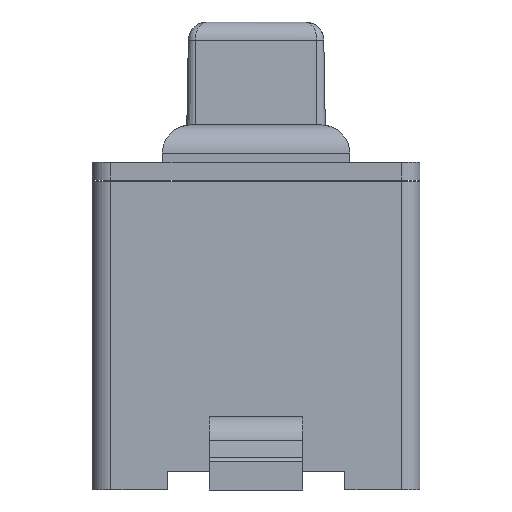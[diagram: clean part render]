
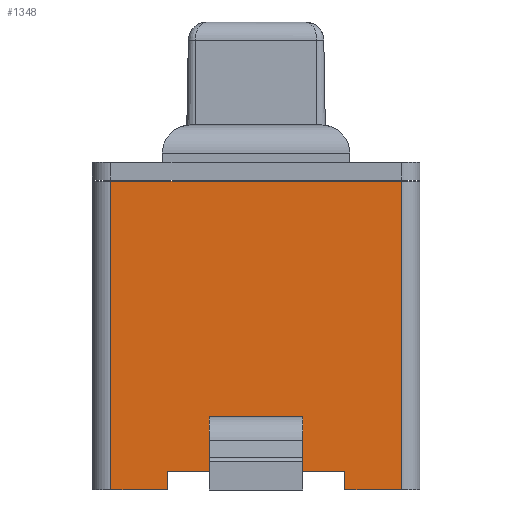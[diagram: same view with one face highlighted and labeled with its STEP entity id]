
A CAD part, left-side view. The second image highlights one B-rep face of the part: STEP entity #1348.
In plain terms, the highlighted planar face has unit normal (-1, 0, 0).
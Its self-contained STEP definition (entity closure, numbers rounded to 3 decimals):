
#28 = LINE ( 'NONE', #6026, #9817 ) ;
#117 = DIRECTION ( 'NONE',  ( 0., 0., 1. ) ) ;
#211 = CARTESIAN_POINT ( 'NONE',  ( -3., 0.95, 0.2 ) ) ;
#330 = DIRECTION ( 'NONE',  ( 0., 0., -1. ) ) ;
#403 = CARTESIAN_POINT ( 'NONE',  ( -3., 0.5, 0.781 ) ) ;
#595 = EDGE_CURVE ( 'NONE', #16453, #7510, #18400, .T. ) ;
#659 = VERTEX_POINT ( 'NONE', #5103 ) ;
#689 = VERTEX_POINT ( 'NONE', #18976 ) ;
#1172 = ORIENTED_EDGE ( 'NONE', *, *, #10756, .T. ) ;
#1348 = ADVANCED_FACE ( 'NONE', ( #1530, #7512 ), #13063, .F. ) ;
#1372 = LINE ( 'NONE', #4172, #11976 ) ;
#1530 = FACE_BOUND ( 'NONE', #10029, .T. ) ;
#1774 = ORIENTED_EDGE ( 'NONE', *, *, #10241, .F. ) ;
#2272 = CARTESIAN_POINT ( 'NONE',  ( -3., 0.5, 0.481 ) ) ;
#2430 = VERTEX_POINT ( 'NONE', #4993 ) ;
#2612 = LINE ( 'NONE', #9808, #9685 ) ;
#3290 = DIRECTION ( 'NONE',  ( 0., 1., 0. ) ) ;
#3385 = CARTESIAN_POINT ( 'NONE',  ( -3., -0.95, 0. ) ) ;
#3416 = CARTESIAN_POINT ( 'NONE',  ( -3., -1.55, 3.3 ) ) ;
#3494 = EDGE_CURVE ( 'NONE', #12081, #10774, #14704, .T. ) ;
#3765 = DIRECTION ( 'NONE',  ( 0., -1., 0. ) ) ;
#4087 = ORIENTED_EDGE ( 'NONE', *, *, #11451, .F. ) ;
#4172 = CARTESIAN_POINT ( 'NONE',  ( -3., -1.75, 0. ) ) ;
#4265 = VERTEX_POINT ( 'NONE', #211 ) ;
#4582 = DIRECTION ( 'NONE',  ( 0., -1., 0. ) ) ;
#4633 = EDGE_LOOP ( 'NONE', ( #4087, #17376, #1172, #16694, #5988, #14697, #16235, #11907 ) ) ;
#4836 = VERTEX_POINT ( 'NONE', #2272 ) ;
#4993 = CARTESIAN_POINT ( 'NONE',  ( -3., 1.55, 3.3 ) ) ;
#5103 = CARTESIAN_POINT ( 'NONE',  ( -3., -1.55, 0. ) ) ;
#5262 = ORIENTED_EDGE ( 'NONE', *, *, #8731, .F. ) ;
#5321 = DIRECTION ( 'NONE',  ( 0., 0., -1. ) ) ;
#5380 = DIRECTION ( 'NONE',  ( 0., 0., -1. ) ) ;
#5392 = VERTEX_POINT ( 'NONE', #3416 ) ;
#5557 = CARTESIAN_POINT ( 'NONE',  ( -3., 1.75, 3.3 ) ) ;
#5810 = VERTEX_POINT ( 'NONE', #10932 ) ;
#5988 = ORIENTED_EDGE ( 'NONE', *, *, #7750, .T. ) ;
#6026 = CARTESIAN_POINT ( 'NONE',  ( -3., 1.75, 0. ) ) ;
#6490 = DIRECTION ( 'NONE',  ( 0., -1., 0. ) ) ;
#6549 = DIRECTION ( 'NONE',  ( 0., 0., -1. ) ) ;
#6584 = LINE ( 'NONE', #6678, #9834 ) ;
#6678 = CARTESIAN_POINT ( 'NONE',  ( -3., 0.5, 0.481 ) ) ;
#6969 = LINE ( 'NONE', #8522, #16387 ) ;
#7079 = DIRECTION ( 'NONE',  ( 0., -1., 0. ) ) ;
#7213 = VECTOR ( 'NONE', #117, 1000. ) ;
#7228 = DIRECTION ( 'NONE',  ( 1., 0., 0. ) ) ;
#7510 = VERTEX_POINT ( 'NONE', #3385 ) ;
#7512 = FACE_OUTER_BOUND ( 'NONE', #4633, .T. ) ;
#7668 = LINE ( 'NONE', #13502, #7213 ) ;
#7696 = EDGE_CURVE ( 'NONE', #2430, #13181, #6969, .T. ) ;
#7750 = EDGE_CURVE ( 'NONE', #4265, #16453, #12895, .T. ) ;
#8302 = CARTESIAN_POINT ( 'NONE',  ( -3., 0.5, 0.781 ) ) ;
#8457 = DIRECTION ( 'NONE',  ( 0., 0., 1. ) ) ;
#8522 = CARTESIAN_POINT ( 'NONE',  ( -3., 1.55, 3.3 ) ) ;
#8560 = DIRECTION ( 'NONE',  ( 0., -1., 0. ) ) ;
#8695 = DIRECTION ( 'NONE',  ( 0., 0., -1. ) ) ;
#8731 = EDGE_CURVE ( 'NONE', #4836, #689, #6584, .T. ) ;
#8860 = VECTOR ( 'NONE', #6549, 1000. ) ;
#9214 = AXIS2_PLACEMENT_3D ( 'NONE', #19350, #7228, #8695 ) ;
#9254 = CARTESIAN_POINT ( 'NONE',  ( -3., 0.95, 0.2 ) ) ;
#9289 = VECTOR ( 'NONE', #3290, 1000. ) ;
#9364 = CARTESIAN_POINT ( 'NONE',  ( -3., -0.95, 0.2 ) ) ;
#9544 = CARTESIAN_POINT ( 'NONE',  ( -3., -0.5, 0.781 ) ) ;
#9685 = VECTOR ( 'NONE', #8457, 1000. ) ;
#9808 = CARTESIAN_POINT ( 'NONE',  ( -3., -0.5, 0.781 ) ) ;
#9817 = VECTOR ( 'NONE', #4582, 1000. ) ;
#9834 = VECTOR ( 'NONE', #6490, 1000. ) ;
#10029 = EDGE_LOOP ( 'NONE', ( #15677, #5262, #1774, #11869 ) ) ;
#10241 = EDGE_CURVE ( 'NONE', #10774, #4836, #15727, .T. ) ;
#10756 = EDGE_CURVE ( 'NONE', #13181, #5810, #28, .T. ) ;
#10774 = VERTEX_POINT ( 'NONE', #403 ) ;
#10932 = CARTESIAN_POINT ( 'NONE',  ( -3., 0.95, 0. ) ) ;
#11094 = VECTOR ( 'NONE', #330, 1000. ) ;
#11350 = EDGE_CURVE ( 'NONE', #4265, #5810, #13278, .T. ) ;
#11451 = EDGE_CURVE ( 'NONE', #2430, #5392, #17484, .T. ) ;
#11869 = ORIENTED_EDGE ( 'NONE', *, *, #3494, .F. ) ;
#11907 = ORIENTED_EDGE ( 'NONE', *, *, #18183, .T. ) ;
#11976 = VECTOR ( 'NONE', #7079, 1000. ) ;
#12081 = VERTEX_POINT ( 'NONE', #9544 ) ;
#12292 = VECTOR ( 'NONE', #3765, 1000. ) ;
#12463 = EDGE_CURVE ( 'NONE', #7510, #659, #1372, .T. ) ;
#12895 = LINE ( 'NONE', #14365, #12292 ) ;
#12896 = VECTOR ( 'NONE', #5380, 1000. ) ;
#13063 = PLANE ( 'NONE',  #9214 ) ;
#13181 = VERTEX_POINT ( 'NONE', #14217 ) ;
#13214 = CARTESIAN_POINT ( 'NONE',  ( -3., 0.5, 0.781 ) ) ;
#13278 = LINE ( 'NONE', #9254, #11094 ) ;
#13502 = CARTESIAN_POINT ( 'NONE',  ( -3., -1.55, 3.3 ) ) ;
#14217 = CARTESIAN_POINT ( 'NONE',  ( -3., 1.55, 0. ) ) ;
#14365 = CARTESIAN_POINT ( 'NONE',  ( -3., 1.75, 0.2 ) ) ;
#14697 = ORIENTED_EDGE ( 'NONE', *, *, #595, .T. ) ;
#14704 = LINE ( 'NONE', #13214, #9289 ) ;
#15677 = ORIENTED_EDGE ( 'NONE', *, *, #17608, .F. ) ;
#15727 = LINE ( 'NONE', #8302, #12896 ) ;
#16235 = ORIENTED_EDGE ( 'NONE', *, *, #12463, .T. ) ;
#16387 = VECTOR ( 'NONE', #5321, 1000. ) ;
#16453 = VERTEX_POINT ( 'NONE', #16592 ) ;
#16592 = CARTESIAN_POINT ( 'NONE',  ( -3., -0.95, 0.2 ) ) ;
#16694 = ORIENTED_EDGE ( 'NONE', *, *, #11350, .F. ) ;
#17376 = ORIENTED_EDGE ( 'NONE', *, *, #7696, .T. ) ;
#17484 = LINE ( 'NONE', #5557, #17985 ) ;
#17608 = EDGE_CURVE ( 'NONE', #689, #12081, #2612, .T. ) ;
#17985 = VECTOR ( 'NONE', #8560, 1000. ) ;
#18183 = EDGE_CURVE ( 'NONE', #659, #5392, #7668, .T. ) ;
#18400 = LINE ( 'NONE', #9364, #8860 ) ;
#18976 = CARTESIAN_POINT ( 'NONE',  ( -3., -0.5, 0.481 ) ) ;
#19350 = CARTESIAN_POINT ( 'NONE',  ( -3., 1.75, 3.3 ) ) ;
